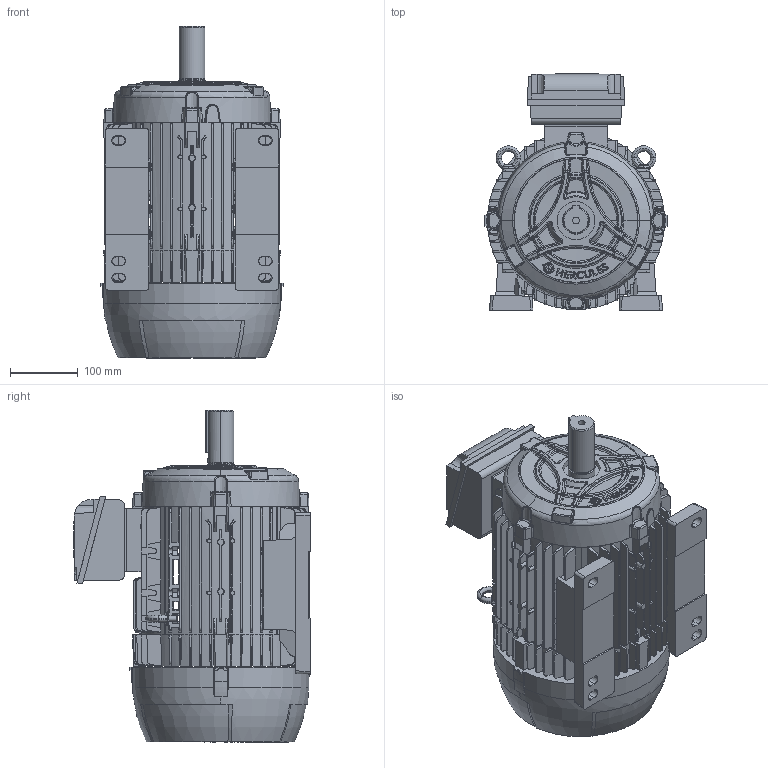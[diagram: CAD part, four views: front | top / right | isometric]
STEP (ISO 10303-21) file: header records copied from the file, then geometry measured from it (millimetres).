
FILE_DESCRIPTION (( 'STEP AP203' ), '1' );
FILE_NAME ('132ML_CP_ST_TOP.STEP', '2022-07-27T12:13:48', ( '' ), ( '' ), 'SwSTEP 2.0', 'SolidWorks 2020', '' );
FILE_SCHEMA (( 'CONFIG_CONTROL_DESIGN' ));
Length unit declared in the file: millimetre
Products named in the file (1): 132ML_CP_ST_TOP
Bounding box: 269.8 x 349.14 x 490 mm (x, y, z)
Surface area: 939311.5 mm2 (no closed solid volume)
Topology: 0 solids, 37 shells, 2423 faces, 7302 edges, 4887 vertices
Faces by surface type: plane 1200, bspline 443, cone 388, cylinder 190, torus 158, sphere 44
Entity records: 102243 total; most frequent: CARTESIAN_POINT 43565, ORIENTED_EDGE 12923, DIRECTION 10256, EDGE_CURVE 7295, VERTEX_POINT 4887, AXIS2_PLACEMENT_3D 3595, LINE 3066, VECTOR 3066
